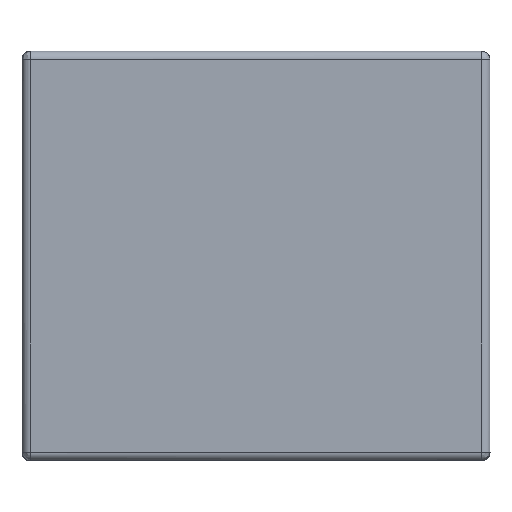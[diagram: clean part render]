
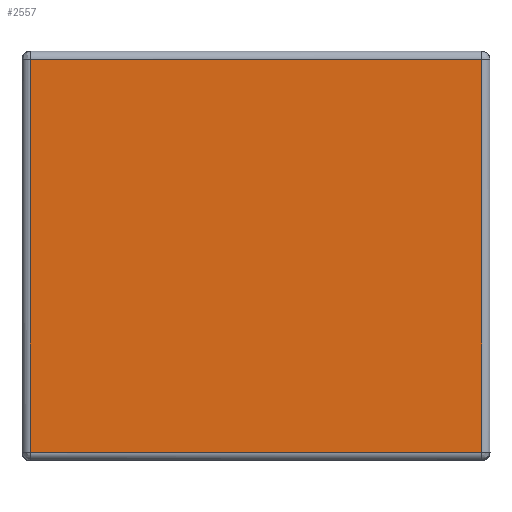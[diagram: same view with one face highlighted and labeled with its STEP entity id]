
A CAD part, top view. The second image highlights one B-rep face of the part: STEP entity #2557.
In plain terms, the highlighted free-form (B-spline) face has degree [1, 1] with [2, 2] control points.
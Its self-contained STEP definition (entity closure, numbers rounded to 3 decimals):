
#2557 = ADVANCED_FACE('',(#2558),#2588,.T.);
#2558 = FACE_BOUND('',#2559,.T.);
#2559 = EDGE_LOOP('',(#2560,#2569,#2576,#2583));
#2560 = ORIENTED_EDGE('',*,*,#2561,.T.);
#2561 = EDGE_CURVE('',#2562,#2564,#2566,.T.);
#2562 = VERTEX_POINT('',#2563);
#2563 = CARTESIAN_POINT('',(-72.6,34.422,
    60.709));
#2564 = VERTEX_POINT('',#2565);
#2565 = CARTESIAN_POINT('',(-140.193,34.422,
    60.709));
#2566 = B_SPLINE_CURVE_WITH_KNOTS('',1,(#2567,#2568),.UNSPECIFIED.,.F.,
  .F.,(2,2),(0.045,0.955),
  .PIECEWISE_BEZIER_KNOTS.);
#2567 = CARTESIAN_POINT('',(-72.6,34.422,
    60.709));
#2568 = CARTESIAN_POINT('',(-140.193,34.422,
    60.709));
#2569 = ORIENTED_EDGE('',*,*,#2570,.T.);
#2570 = EDGE_CURVE('',#2564,#2571,#2573,.T.);
#2571 = VERTEX_POINT('',#2572);
#2572 = CARTESIAN_POINT('',(-140.193,-24.409,
    60.709));
#2573 = B_SPLINE_CURVE_WITH_KNOTS('',1,(#2574,#2575),.UNSPECIFIED.,.F.,
  .F.,(2,2),(0.163,0.955),.PIECEWISE_BEZIER_KNOTS.);
#2574 = CARTESIAN_POINT('',(-140.193,34.422,
    60.709));
#2575 = CARTESIAN_POINT('',(-140.193,-24.409,
    60.709));
#2576 = ORIENTED_EDGE('',*,*,#2577,.T.);
#2577 = EDGE_CURVE('',#2571,#2578,#2580,.T.);
#2578 = VERTEX_POINT('',#2579);
#2579 = CARTESIAN_POINT('',(-72.6,-24.409,
    60.709));
#2580 = B_SPLINE_CURVE_WITH_KNOTS('',1,(#2581,#2582),.UNSPECIFIED.,.F.,
  .F.,(2,2),(0.045,0.955),
  .PIECEWISE_BEZIER_KNOTS.);
#2581 = CARTESIAN_POINT('',(-140.193,-24.409,
    60.709));
#2582 = CARTESIAN_POINT('',(-72.6,-24.409,
    60.709));
#2583 = ORIENTED_EDGE('',*,*,#2584,.T.);
#2584 = EDGE_CURVE('',#2578,#2562,#2585,.T.);
#2585 = B_SPLINE_CURVE_WITH_KNOTS('',1,(#2586,#2587),.UNSPECIFIED.,.F.,
  .F.,(2,2),(0.045,0.837),
  .PIECEWISE_BEZIER_KNOTS.);
#2586 = CARTESIAN_POINT('',(-72.6,-24.409,
    60.709));
#2587 = CARTESIAN_POINT('',(-72.6,34.422,
    60.709));
#2588 = B_SPLINE_SURFACE_WITH_KNOTS('',1,1,(
    (#2589,#2590)
    ,(#2591,#2592
    )),.UNSPECIFIED.,.F.,.F.,.F.,(2,2),(2,2),(0.,1.),(0.,1.),
  .PIECEWISE_BEZIER_KNOTS.);
#2589 = CARTESIAN_POINT('',(-143.573,-27.788,
    60.709));
#2590 = CARTESIAN_POINT('',(-143.573,46.564,
    60.709));
#2591 = CARTESIAN_POINT('',(-69.22,-27.788,
    60.709));
#2592 = CARTESIAN_POINT('',(-69.22,46.564,
    60.709));
